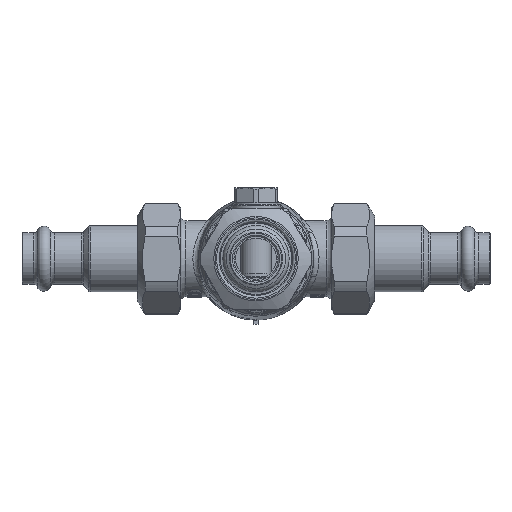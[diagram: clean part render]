
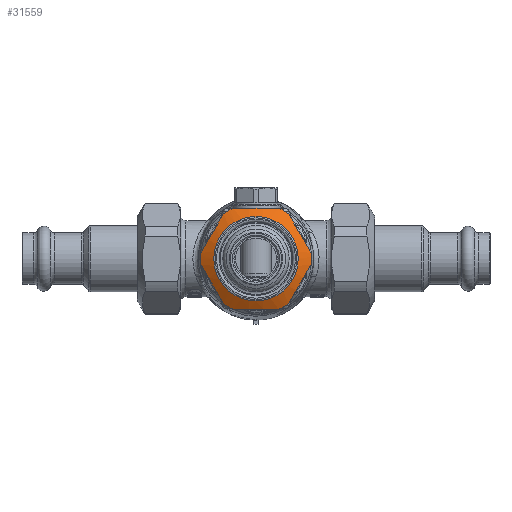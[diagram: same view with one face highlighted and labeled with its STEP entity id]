
A CAD part, front view. The second image highlights one B-rep face of the part: STEP entity #31559.
In plain terms, the highlighted conical face has half-angle 60 degrees and reference radius 17.78 mm.
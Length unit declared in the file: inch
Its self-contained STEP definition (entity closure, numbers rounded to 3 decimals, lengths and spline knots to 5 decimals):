
#90=(
BOUNDED_CURVE()
B_SPLINE_CURVE(2,(#109804,#109805,#109806),.UNSPECIFIED.,.F.,.F.)
B_SPLINE_CURVE_WITH_KNOTS((3,3),(0.,1.67512),.UNSPECIFIED.)
CURVE()
GEOMETRIC_REPRESENTATION_ITEM()
RATIONAL_B_SPLINE_CURVE((1.,1.096,1.))
REPRESENTATION_ITEM('')
);
#91=(
BOUNDED_CURVE()
B_SPLINE_CURVE(2,(#109810,#109811,#109812),.UNSPECIFIED.,.F.,.F.)
B_SPLINE_CURVE_WITH_KNOTS((3,3),(0.,1.67512),.UNSPECIFIED.)
CURVE()
GEOMETRIC_REPRESENTATION_ITEM()
RATIONAL_B_SPLINE_CURVE((1.,1.096,1.))
REPRESENTATION_ITEM('')
);
#92=(
BOUNDED_CURVE()
B_SPLINE_CURVE(2,(#109816,#109817,#109818),.UNSPECIFIED.,.F.,.F.)
B_SPLINE_CURVE_WITH_KNOTS((3,3),(0.,1.67512),.UNSPECIFIED.)
CURVE()
GEOMETRIC_REPRESENTATION_ITEM()
RATIONAL_B_SPLINE_CURVE((1.,1.096,1.))
REPRESENTATION_ITEM('')
);
#93=(
BOUNDED_CURVE()
B_SPLINE_CURVE(2,(#109822,#109823,#109824),.UNSPECIFIED.,.F.,.F.)
B_SPLINE_CURVE_WITH_KNOTS((3,3),(0.,1.67512),.UNSPECIFIED.)
CURVE()
GEOMETRIC_REPRESENTATION_ITEM()
RATIONAL_B_SPLINE_CURVE((1.,1.096,1.))
REPRESENTATION_ITEM('')
);
#94=(
BOUNDED_CURVE()
B_SPLINE_CURVE(2,(#109828,#109829,#109830),.UNSPECIFIED.,.F.,.F.)
B_SPLINE_CURVE_WITH_KNOTS((3,3),(0.,1.67512),.UNSPECIFIED.)
CURVE()
GEOMETRIC_REPRESENTATION_ITEM()
RATIONAL_B_SPLINE_CURVE((1.,1.096,1.))
REPRESENTATION_ITEM('')
);
#95=(
BOUNDED_CURVE()
B_SPLINE_CURVE(2,(#109834,#109835,#109836),.UNSPECIFIED.,.F.,.F.)
B_SPLINE_CURVE_WITH_KNOTS((3,3),(0.,1.67512),.UNSPECIFIED.)
CURVE()
GEOMETRIC_REPRESENTATION_ITEM()
RATIONAL_B_SPLINE_CURVE((1.,1.096,1.))
REPRESENTATION_ITEM('')
);
#1536=CONICAL_SURFACE('',#34743,0.7,1.047);
#3478=FACE_OUTER_BOUND('',#5544,.T.);
#5544=EDGE_LOOP('',(#25841,#25842,#25843,#25844,#25845,#25846,#25847,#25848,
#25849,#25850,#25851,#25852,#25853,#25854,#25855,#25856));
#7347=CIRCLE('',#34740,0.60928);
#7349=CIRCLE('',#34744,0.8);
#7350=CIRCLE('',#34745,0.8);
#7351=CIRCLE('',#34746,0.8);
#7352=CIRCLE('',#34747,0.8);
#7353=CIRCLE('',#34748,0.8);
#7354=CIRCLE('',#34749,0.8);
#7355=CIRCLE('',#34750,0.8);
#8989=LINE('',#109800,#10466);
#10466=VECTOR('',#41690,0.7);
#13775=VERTEX_POINT('',#109792);
#13777=VERTEX_POINT('',#109799);
#13778=VERTEX_POINT('',#109801);
#13779=VERTEX_POINT('',#109803);
#13780=VERTEX_POINT('',#109807);
#13781=VERTEX_POINT('',#109809);
#13782=VERTEX_POINT('',#109813);
#13783=VERTEX_POINT('',#109815);
#13784=VERTEX_POINT('',#109819);
#13785=VERTEX_POINT('',#109821);
#13786=VERTEX_POINT('',#109825);
#13787=VERTEX_POINT('',#109827);
#13788=VERTEX_POINT('',#109831);
#13789=VERTEX_POINT('',#109833);
#17850=EDGE_CURVE('',#13775,#13775,#7347,.T.);
#17852=EDGE_CURVE('',#13775,#13777,#8989,.T.);
#17853=EDGE_CURVE('',#13778,#13777,#7349,.T.);
#17854=EDGE_CURVE('',#13779,#13778,#90,.T.);
#17855=EDGE_CURVE('',#13780,#13779,#7350,.T.);
#17856=EDGE_CURVE('',#13781,#13780,#91,.T.);
#17857=EDGE_CURVE('',#13782,#13781,#7351,.T.);
#17858=EDGE_CURVE('',#13783,#13782,#92,.T.);
#17859=EDGE_CURVE('',#13784,#13783,#7352,.T.);
#17860=EDGE_CURVE('',#13785,#13784,#93,.T.);
#17861=EDGE_CURVE('',#13786,#13785,#7353,.T.);
#17862=EDGE_CURVE('',#13787,#13786,#94,.T.);
#17863=EDGE_CURVE('',#13788,#13787,#7354,.T.);
#17864=EDGE_CURVE('',#13789,#13788,#95,.T.);
#17865=EDGE_CURVE('',#13777,#13789,#7355,.T.);
#25841=ORIENTED_EDGE('',*,*,#17850,.F.);
#25842=ORIENTED_EDGE('',*,*,#17852,.T.);
#25843=ORIENTED_EDGE('',*,*,#17853,.F.);
#25844=ORIENTED_EDGE('',*,*,#17854,.F.);
#25845=ORIENTED_EDGE('',*,*,#17855,.F.);
#25846=ORIENTED_EDGE('',*,*,#17856,.F.);
#25847=ORIENTED_EDGE('',*,*,#17857,.F.);
#25848=ORIENTED_EDGE('',*,*,#17858,.F.);
#25849=ORIENTED_EDGE('',*,*,#17859,.F.);
#25850=ORIENTED_EDGE('',*,*,#17860,.F.);
#25851=ORIENTED_EDGE('',*,*,#17861,.F.);
#25852=ORIENTED_EDGE('',*,*,#17862,.F.);
#25853=ORIENTED_EDGE('',*,*,#17863,.F.);
#25854=ORIENTED_EDGE('',*,*,#17864,.F.);
#25855=ORIENTED_EDGE('',*,*,#17865,.F.);
#25856=ORIENTED_EDGE('',*,*,#17852,.F.);
#31559=ADVANCED_FACE('',(#3478),#1536,.T.);
#34740=AXIS2_PLACEMENT_3D('',#109794,#41682,#41683);
#34743=AXIS2_PLACEMENT_3D('',#109798,#41688,#41689);
#34744=AXIS2_PLACEMENT_3D('',#109802,#41691,#41692);
#34745=AXIS2_PLACEMENT_3D('',#109808,#41693,#41694);
#34746=AXIS2_PLACEMENT_3D('',#109814,#41695,#41696);
#34747=AXIS2_PLACEMENT_3D('',#109820,#41697,#41698);
#34748=AXIS2_PLACEMENT_3D('',#109826,#41699,#41700);
#34749=AXIS2_PLACEMENT_3D('',#109832,#41701,#41702);
#34750=AXIS2_PLACEMENT_3D('',#109837,#41703,#41704);
#41682=DIRECTION('center_axis',(0.,0.,
1.));
#41683=DIRECTION('ref_axis',(-1.,0.,0.));
#41688=DIRECTION('center_axis',(0.,0.,-1.));
#41689=DIRECTION('ref_axis',(1.,0.,0.));
#41690=DIRECTION('',(-0.866,0.,-0.5));
#41691=DIRECTION('center_axis',(0.,0.,-1.));
#41692=DIRECTION('ref_axis',(-1.,0.,0.));
#41693=DIRECTION('center_axis',(0.,0.,-1.));
#41694=DIRECTION('ref_axis',(-1.,0.,0.));
#41695=DIRECTION('center_axis',(0.,0.,-1.));
#41696=DIRECTION('ref_axis',(-1.,0.,0.));
#41697=DIRECTION('center_axis',(0.,0.,-1.));
#41698=DIRECTION('ref_axis',(-1.,0.,0.));
#41699=DIRECTION('center_axis',(0.,0.,-1.));
#41700=DIRECTION('ref_axis',(-1.,0.,0.));
#41701=DIRECTION('center_axis',(0.,0.,-1.));
#41702=DIRECTION('ref_axis',(-1.,0.,0.));
#41703=DIRECTION('center_axis',(0.,0.,-1.));
#41704=DIRECTION('ref_axis',(-1.,0.,0.));
#109792=CARTESIAN_POINT('',(-0.60928,0.,0.62464));
#109794=CARTESIAN_POINT('Origin',(0.,0.,
0.62464));
#109798=CARTESIAN_POINT('Origin',(0.,0.,0.57226));
#109799=CARTESIAN_POINT('',(-0.8,0.,0.51453));
#109800=CARTESIAN_POINT('',(-0.7,0.,0.57226));
#109801=CARTESIAN_POINT('',(-0.79583,-0.08158,0.51453));
#109802=CARTESIAN_POINT('Origin',(0.,0.,0.51453));
#109803=CARTESIAN_POINT('',(-0.46857,-0.64842,0.51453));
#109804=CARTESIAN_POINT('Ctrl Pts',(-0.46857,-0.64842,
0.51453));
#109805=CARTESIAN_POINT('Ctrl Pts',(-0.6322,-0.365,0.59182));
#109806=CARTESIAN_POINT('Ctrl Pts',(-0.79583,-0.08158,
0.51453));
#109807=CARTESIAN_POINT('',(-0.32726,-0.73,0.51453));
#109808=CARTESIAN_POINT('Origin',(0.,0.,0.51453));
#109809=CARTESIAN_POINT('',(0.32726,-0.73,0.51453));
#109810=CARTESIAN_POINT('Ctrl Pts',(0.32726,-0.73,0.51453));
#109811=CARTESIAN_POINT('Ctrl Pts',(0.,-0.73,0.59182));
#109812=CARTESIAN_POINT('Ctrl Pts',(-0.32726,-0.73,0.51453));
#109813=CARTESIAN_POINT('',(0.46857,-0.64842,0.51453));
#109814=CARTESIAN_POINT('Origin',(0.,0.,0.51453));
#109815=CARTESIAN_POINT('',(0.79583,-0.08158,0.51453));
#109816=CARTESIAN_POINT('Ctrl Pts',(0.79583,-0.08158,
0.51453));
#109817=CARTESIAN_POINT('Ctrl Pts',(0.6322,-0.365,
0.59182));
#109818=CARTESIAN_POINT('Ctrl Pts',(0.46857,-0.64842,
0.51453));
#109819=CARTESIAN_POINT('',(0.79583,0.08158,0.51453));
#109820=CARTESIAN_POINT('Origin',(0.,0.,0.51453));
#109821=CARTESIAN_POINT('',(0.46857,0.64842,0.51453));
#109822=CARTESIAN_POINT('Ctrl Pts',(0.46857,0.64842,
0.51453));
#109823=CARTESIAN_POINT('Ctrl Pts',(0.6322,0.365,0.59182));
#109824=CARTESIAN_POINT('Ctrl Pts',(0.79583,0.08158,
0.51453));
#109825=CARTESIAN_POINT('',(0.32726,0.73,0.51453));
#109826=CARTESIAN_POINT('Origin',(0.,0.,0.51453));
#109827=CARTESIAN_POINT('',(-0.32726,0.73,0.51453));
#109828=CARTESIAN_POINT('Ctrl Pts',(-0.32726,0.73,
0.51453));
#109829=CARTESIAN_POINT('Ctrl Pts',(0.,0.73,0.59182));
#109830=CARTESIAN_POINT('Ctrl Pts',(0.32726,0.73,0.51453));
#109831=CARTESIAN_POINT('',(-0.46857,0.64842,0.51453));
#109832=CARTESIAN_POINT('Origin',(0.,0.,0.51453));
#109833=CARTESIAN_POINT('',(-0.79583,0.08158,0.51453));
#109834=CARTESIAN_POINT('Ctrl Pts',(-0.79583,0.08158,
0.51453));
#109835=CARTESIAN_POINT('Ctrl Pts',(-0.6322,0.365,
0.59182));
#109836=CARTESIAN_POINT('Ctrl Pts',(-0.46857,0.64842,
0.51453));
#109837=CARTESIAN_POINT('Origin',(0.,0.,0.51453));
